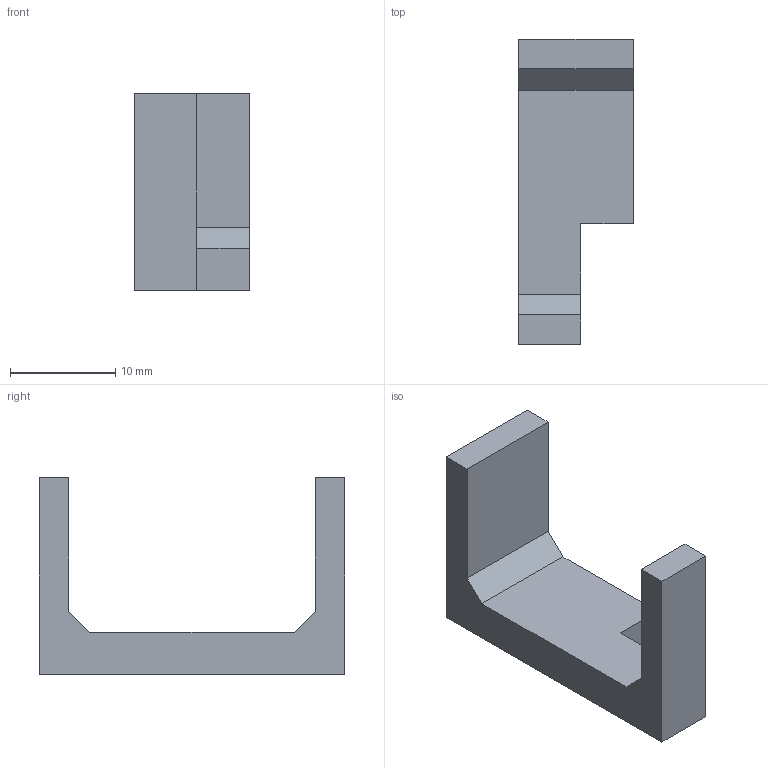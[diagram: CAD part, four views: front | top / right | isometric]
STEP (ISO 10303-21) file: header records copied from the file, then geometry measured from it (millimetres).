
FILE_DESCRIPTION(('FreeCAD Model'),'2;1');
FILE_NAME('Open CASCADE Shape Model','2024-06-28T21:10:06',(''),(''), 'Open CASCADE STEP processor 7.6','FreeCAD','Unknown');
FILE_SCHEMA(('AUTOMOTIVE_DESIGN { 1 0 10303 214 1 1 1 1 }'));
Length unit declared in the file: millimetre
Products named in the file (1): ret_front_screw_holes_pocket
Bounding box: 10.9 x 29 x 18.7 mm (x, y, z)
Volume: 1755 mm3; surface area: 1498.4 mm2
Topology: 1 solids, 1 shells, 16 faces, 41 edges, 28 vertices
Faces by surface type: plane 15, cylinder 1
Full cylindrical faces by diameter (mm): 1.2 x1
Entity records: 507 total; most frequent: CARTESIAN_POINT 86, ORIENTED_EDGE 82, DIRECTION 79, EDGE_CURVE 41, LINE 37, VECTOR 37, VERTEX_POINT 28, AXIS2_PLACEMENT_3D 21
